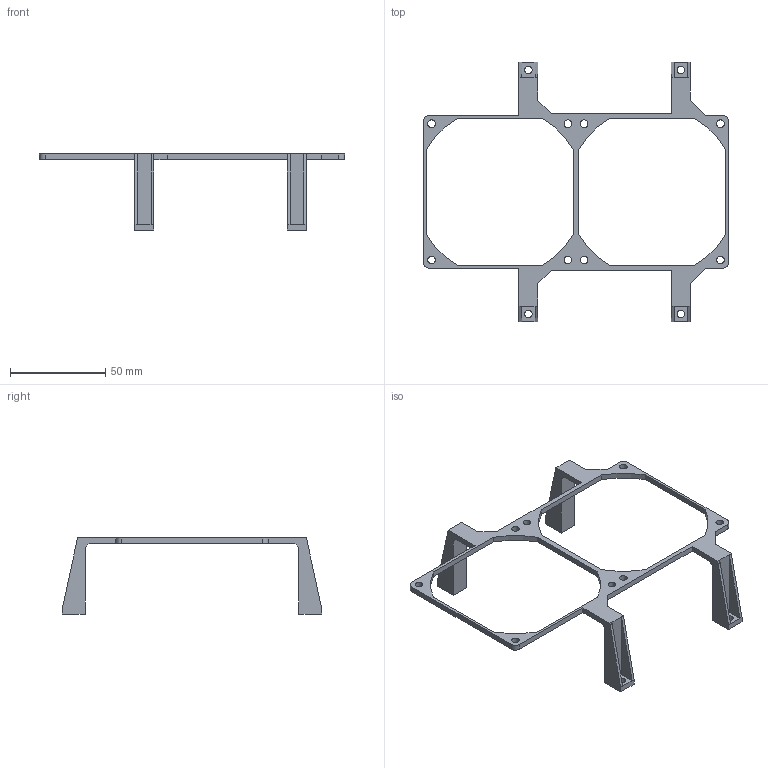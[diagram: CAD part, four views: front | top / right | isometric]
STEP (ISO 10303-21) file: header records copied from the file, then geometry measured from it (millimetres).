
FILE_DESCRIPTION(/* description */ (''),/* implementation_level */ '2;1');
FILE_NAME(/* name */ 'Ramka vent ratrig2.stp',/* time_stamp */ '2021-07-12T21:02:41+02:00',/* author */ ('luk'),/* organization */ (''),/* preprocessor_version */ 'ST-DEVELOPER v18',/* originating_system */ 'Autodesk Inventor 2020',/* authorisation */ '');
FILE_SCHEMA (('AUTOMOTIVE_DESIGN { 1 0 10303 214 3 1 1 }'));
Length unit declared in the file: millimetre
Products named in the file (1): Ramka vent ratrig2
Bounding box: 160 x 136 x 40 mm (x, y, z)
Volume: 16838.6 mm3; surface area: 16548 mm2
Topology: 1 solids, 1 shells, 94 faces, 280 edges, 188 vertices
Faces by surface type: plane 70, cylinder 24
Full cylindrical faces by diameter (mm): 4 x12
Entity records: 3261 total; most frequent: CARTESIAN_POINT 563, ORIENTED_EDGE 560, DIRECTION 538, EDGE_CURVE 280, LINE 212, VECTOR 212, VERTEX_POINT 188, AXIS2_PLACEMENT_3D 163
